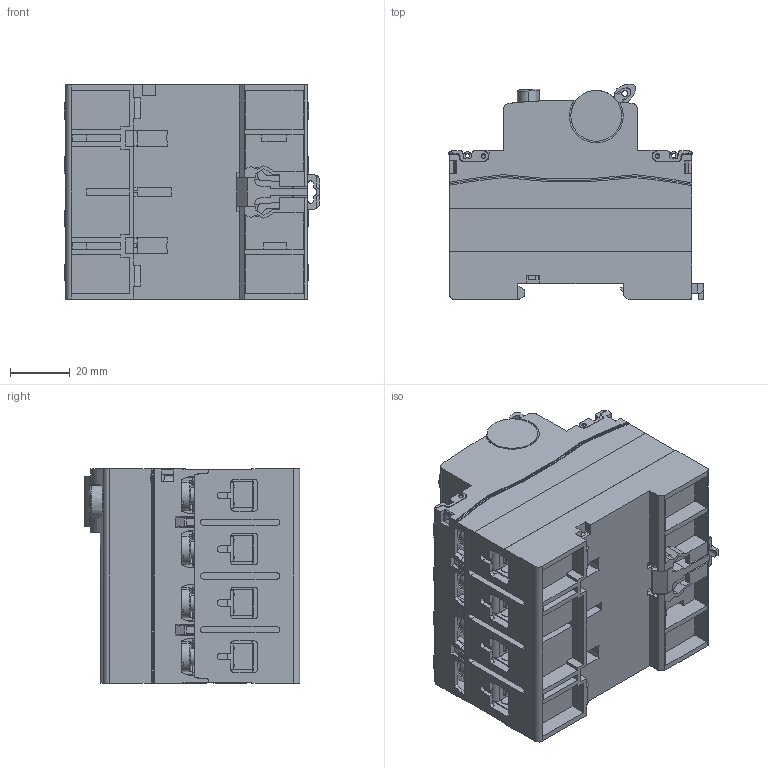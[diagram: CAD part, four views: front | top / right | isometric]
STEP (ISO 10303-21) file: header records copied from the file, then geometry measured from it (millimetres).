
FILE_DESCRIPTION (( 'STEP AP203' ), '1' );
FILE_NAME ('230816 EKF RCCB 4P蚾饜軞芞.STEP', '2023-08-16T06:46:50', ( '' ), ( '' ), 'SwSTEP 2.0', 'SolidWorks 2019', '' );
FILE_SCHEMA (( 'CONFIG_CONTROL_DESIGN' ));
Length unit declared in the file: millimetre
Products named in the file (35): PR8-縐諶_ぽ窪(BK01); EKF-RCCB 噙諉盄啣郪璃; EKF-RCCB 4P楹啣; EKF-RCCB  M6諉盄翐郪璃; EKF-RCCB  諉盄啣郪璃; PR8 试验按钮_群青(BU03); EKF-RCCB  100A噙揖芛郪璃; EKF-RCCB M6X12蹟隊; SR6-忒梟誘杶_塑酴; EKF-RCCB硌尨璃; 230816 EKF RCCB 4P蚾饜軞芞; EKF-RCCB手柄_群青(BU03); EKF-RCCB  AC倰4P萇棠炵苀; EKF-RCCB 100A接线框_蓝白锌淬火盐雾; EKF-RCCB 100A噙揖芛_豜肣; EKF-RCCB 100A諉盄啣_豜肣; EKF-RCCB 4P盖_鸭卵青(WH06)ECB3色; EKF RCCB-PR8操作机构_青莲(VT01); EKF-RCCB 4P菁釱_V2
Assembly tree (55 placements, depth 5):
  230816 EKF RCCB 4P蚾饜軞芞
    EKF-RCCB 4P菁釱_V2
    EKF-RCCB 噙諉盄啣郪璃
      EKF-RCCB  100A噙揖芛郪璃
        EKF-RCCB 100A噙揖芛_豜肣
      EKF-RCCB  M6諉盄翐郪璃
        EKF-RCCB 100A接线框_蓝白锌淬火盐雾
        EKF-RCCB M6X12蹟隊
    EKF-RCCB 噙諉盄啣郪璃
      EKF-RCCB  100A噙揖芛郪璃
        EKF-RCCB 100A噙揖芛_豜肣
      EKF-RCCB  M6諉盄翐郪璃
        EKF-RCCB 100A接线框_蓝白锌淬火盐雾
        EKF-RCCB M6X12蹟隊
    EKF-RCCB 噙諉盄啣郪璃
      EKF-RCCB  100A噙揖芛郪璃
        EKF-RCCB 100A噙揖芛_豜肣
      EKF-RCCB  M6諉盄翐郪璃
        EKF-RCCB 100A接线框_蓝白锌淬火盐雾
        EKF-RCCB M6X12蹟隊
    EKF-RCCB 噙諉盄啣郪璃
      EKF-RCCB  100A噙揖芛郪璃
        EKF-RCCB 100A噙揖芛_豜肣
      EKF-RCCB  M6諉盄翐郪璃
        EKF-RCCB 100A接线框_蓝白锌淬火盐雾
        EKF-RCCB M6X12蹟隊
    EKF-RCCB  AC倰4P萇棠炵苀
      EKF-RCCB  諉盄啣郪璃
        EKF-RCCB 100A諉盄啣_豜肣
        EKF-RCCB  M6諉盄翐郪璃
          EKF-RCCB 100A接线框_蓝白锌淬火盐雾
          EKF-RCCB M6X12蹟隊
      EKF-RCCB  諉盄啣郪璃
        EKF-RCCB 100A諉盄啣_豜肣
        EKF-RCCB  M6諉盄翐郪璃
          EKF-RCCB 100A接线框_蓝白锌淬火盐雾
          EKF-RCCB M6X12蹟隊
      EKF-RCCB  諉盄啣郪璃
        EKF-RCCB 100A諉盄啣_豜肣
        EKF-RCCB  M6諉盄翐郪璃
          EKF-RCCB 100A接线框_蓝白锌淬火盐雾
          EKF-RCCB M6X12蹟隊
      EKF-RCCB  諉盄啣郪璃
        EKF-RCCB 100A諉盄啣_豜肣
        EKF-RCCB  M6諉盄翐郪璃
          EKF-RCCB 100A接线框_蓝白锌淬火盐雾
          EKF-RCCB M6X12蹟隊
    EKF RCCB-PR8操作机构_青莲(VT01)
      EKF-RCCB手柄_群青(BU03)
    EKF-RCCB硌尨璃
    EKF-RCCB 4P盖_鸭卵青(WH06)ECB3色
    EKF-RCCB 4P楹啣  x2
    PR8 试验按钮_群青(BU03)
    PR8-縐諶_ぽ窪(BK01)
    SR6-忒梟誘杶_塑酴
Bounding box: 85.37 x 72.13 x 71.7 mm (x, y, z)
Volume: 88174.5 mm3; surface area: 133531.7 mm2
Topology: 33 solids, 33 shells, 5060 faces, 14170 edges, 9286 vertices
Faces by surface type: plane 3642, cylinder 991, torus 171, bspline 135, cone 121
Entity records: 113849 total; most frequent: CARTESIAN_POINT 24244, ORIENTED_EDGE 18634, DIRECTION 16694, EDGE_CURVE 9317, VECTOR 7408, LINE 7408, VERTEX_POINT 6153, AXIS2_PLACEMENT_3D 4643
